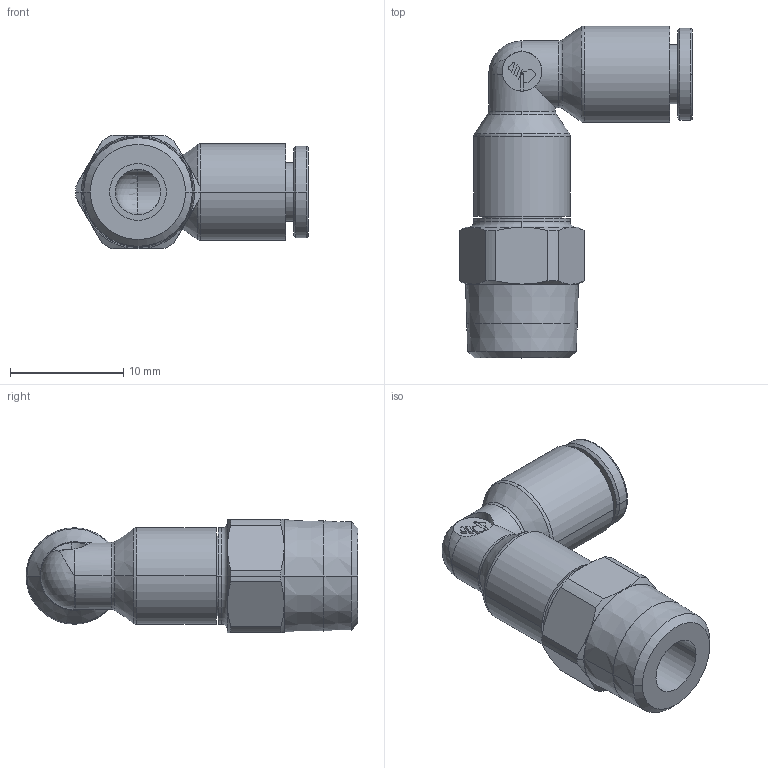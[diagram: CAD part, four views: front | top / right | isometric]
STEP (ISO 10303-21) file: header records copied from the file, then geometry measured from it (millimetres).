
FILE_DESCRIPTION(('STEP AP214'),'1');
FILE_NAME('3129_04_10.stp','2016-07-07T14:15:23',('TraceParts'),('TraceParts S.A.'),'Spatial InterOp 3D',' ',' ');
FILE_SCHEMA(('automotive_design'));
Length unit declared in the file: millimetre
Products named in the file (1): 1
Bounding box: 20.52 x 29.25 x 10 mm (x, y, z)
Volume: 1670 mm3; surface area: 1826.9 mm2
Topology: 1 solids, 1 shells, 121 faces, 306 edges, 193 vertices
Faces by surface type: cylinder 40, plane 35, cone 28, torus 12, sphere 6
Entity records: 4041 total; most frequent: CARTESIAN_POINT 1083, DIRECTION 671, ORIENTED_EDGE 600, EDGE_CURVE 300, AXIS2_PLACEMENT_3D 284, VERTEX_POINT 193, CIRCLE 160, EDGE_LOOP 135
